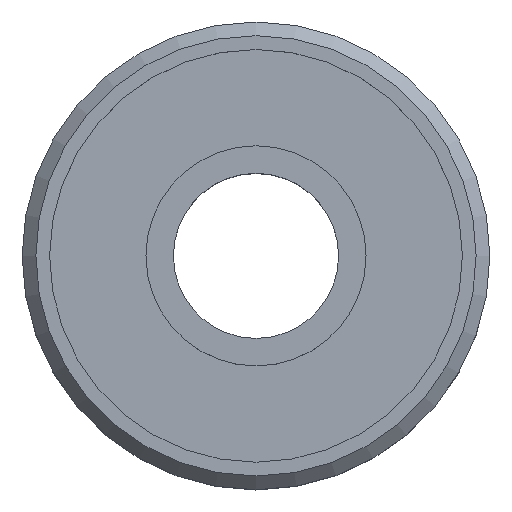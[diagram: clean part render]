
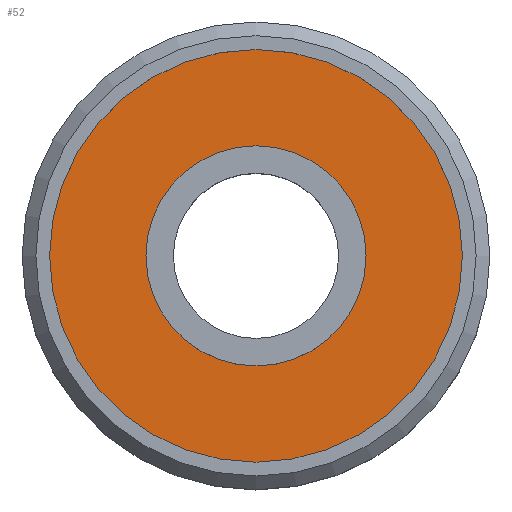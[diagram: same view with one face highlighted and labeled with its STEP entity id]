
A CAD part, top view. The second image highlights one B-rep face of the part: STEP entity #52.
In plain terms, the highlighted planar face has unit normal (0, 0, 1).
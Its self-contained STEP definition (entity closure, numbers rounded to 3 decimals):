
#40=PLANE('',#213);
#52=ADVANCED_FACE('',(#82,#83),#40,.T.);
#82=FACE_BOUND('',#110,.T.);
#83=FACE_BOUND('',#111,.T.);
#110=EDGE_LOOP('',(#138));
#111=EDGE_LOOP('',(#139));
#138=ORIENTED_EDGE('',*,*,#170,.T.);
#139=ORIENTED_EDGE('',*,*,#162,.F.);
#148=VERTEX_POINT('',#282);
#156=VERTEX_POINT('',#304);
#162=EDGE_CURVE('',#148,#148,#176,.T.);
#170=EDGE_CURVE('',#156,#156,#184,.T.);
#176=CIRCLE('',#192,4.);
#184=CIRCLE('',#206,7.5);
#192=AXIS2_PLACEMENT_3D('',#281,#225,#226);
#206=AXIS2_PLACEMENT_3D('',#303,#253,#254);
#213=AXIS2_PLACEMENT_3D('',#314,#267,#268);
#225=DIRECTION('',(0.,0.,1.));
#226=DIRECTION('',(1.,0.,0.));
#253=DIRECTION('',(0.,0.,1.));
#254=DIRECTION('',(1.,0.,0.));
#267=DIRECTION('',(0.,0.,1.));
#268=DIRECTION('',(1.,0.,0.));
#281=CARTESIAN_POINT('',(0.,0.,5.));
#282=CARTESIAN_POINT('',(4.,0.,5.));
#303=CARTESIAN_POINT('',(0.,0.,5.));
#304=CARTESIAN_POINT('',(7.5,0.,5.));
#314=CARTESIAN_POINT('',(0.,0.,5.));
